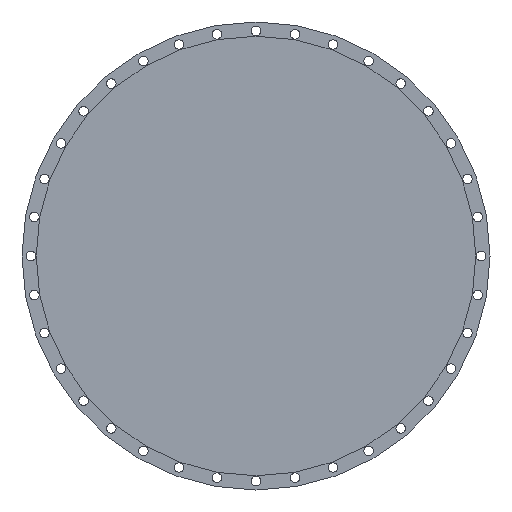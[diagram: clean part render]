
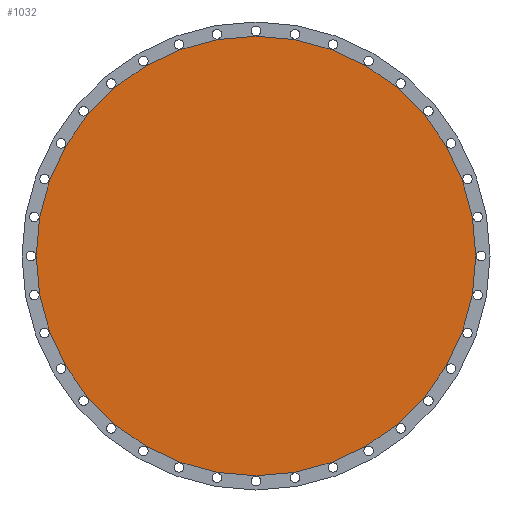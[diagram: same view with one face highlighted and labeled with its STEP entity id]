
A CAD part, left-side view. The second image highlights one B-rep face of the part: STEP entity #1032.
In plain terms, the highlighted planar face has unit normal (-1, 0, 0).
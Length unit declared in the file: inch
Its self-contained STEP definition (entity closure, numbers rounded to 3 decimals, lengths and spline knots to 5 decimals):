
#53 = AXIS2_PLACEMENT_3D ( 'NONE', #2005, #1314, #651 ) ;
#157 = EDGE_LOOP ( 'NONE', ( #2781, #2900 ) ) ;
#287 = CIRCLE ( 'NONE', #53, 23.125 ) ;
#550 = EDGE_CURVE ( 'NONE', #1666, #1734, #644, .T. ) ;
#644 = CIRCLE ( 'NONE', #1349, 23.125 ) ;
#651 = DIRECTION ( 'NONE',  ( 0., 0., 1. ) ) ;
#713 = CARTESIAN_POINT ( 'NONE',  ( 0., 0., 23.125 ) ) ;
#1001 = FACE_OUTER_BOUND ( 'NONE', #157, .T. ) ;
#1032 = ADVANCED_FACE ( 'NONE', ( #1001 ), #1882, .T. ) ;
#1249 = CARTESIAN_POINT ( 'NONE',  ( 0., 0., 0. ) ) ;
#1294 = DIRECTION ( 'NONE',  ( 0., 0., 1. ) ) ;
#1314 = DIRECTION ( 'NONE',  ( -1., 0., 0. ) ) ;
#1349 = AXIS2_PLACEMENT_3D ( 'NONE', #1249, #2366, #1294 ) ;
#1659 = DIRECTION ( 'NONE',  ( -1., 0., 0. ) ) ;
#1666 = VERTEX_POINT ( 'NONE', #713 ) ;
#1734 = VERTEX_POINT ( 'NONE', #2801 ) ;
#1832 = EDGE_CURVE ( 'NONE', #1734, #1666, #287, .T. ) ;
#1882 = PLANE ( 'NONE',  #2335 ) ;
#2005 = CARTESIAN_POINT ( 'NONE',  ( 0., 0., 0. ) ) ;
#2327 = DIRECTION ( 'NONE',  ( 0., 0., 1. ) ) ;
#2335 = AXIS2_PLACEMENT_3D ( 'NONE', #2592, #1659, #2327 ) ;
#2366 = DIRECTION ( 'NONE',  ( -1., 0., 0. ) ) ;
#2592 = CARTESIAN_POINT ( 'NONE',  ( 0., 0., 0. ) ) ;
#2781 = ORIENTED_EDGE ( 'NONE', *, *, #550, .T. ) ;
#2801 = CARTESIAN_POINT ( 'NONE',  ( 0., 0., -23.125 ) ) ;
#2900 = ORIENTED_EDGE ( 'NONE', *, *, #1832, .T. ) ;
